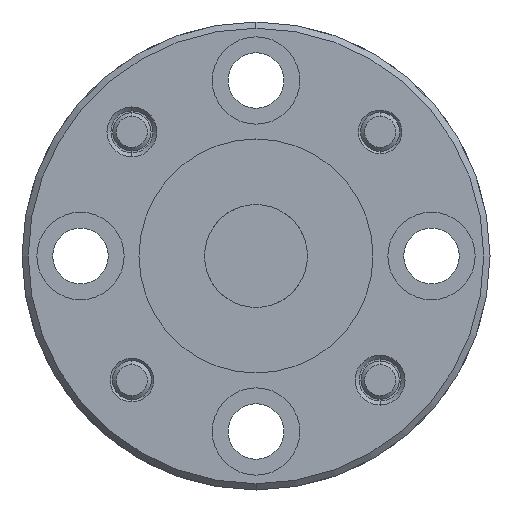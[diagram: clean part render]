
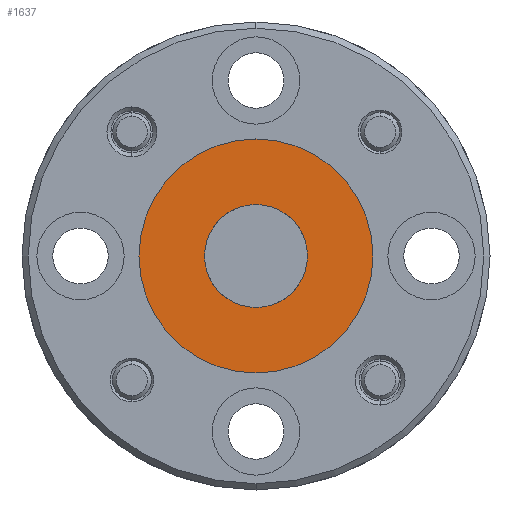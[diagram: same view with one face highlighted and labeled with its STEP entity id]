
A CAD part, left-side view. The second image highlights one B-rep face of the part: STEP entity #1637.
In plain terms, the highlighted planar face has unit normal (-1, 0, 0).
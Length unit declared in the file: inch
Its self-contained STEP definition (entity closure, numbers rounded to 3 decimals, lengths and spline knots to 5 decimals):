
#9 = CARTESIAN_POINT ( 'NONE',  ( -0.7, -0.08005, -0.02274 ) ) ;
#59 = CARTESIAN_POINT ( 'NONE',  ( -0.7, 0.04279, -0.07138 ) ) ;
#89 = DIRECTION ( 'NONE',  ( 0., 0., -1. ) ) ;
#155 = ORIENTED_EDGE ( 'NONE', *, *, #2478, .F. ) ;
#313 = CARTESIAN_POINT ( 'NONE',  ( -0.7, 0.06521, 0.05146 ) ) ;
#367 = PLANE ( 'NONE',  #4421 ) ;
#374 = CARTESIAN_POINT ( 'NONE',  ( -0.7, 0.05834, 0.05834 ) ) ;
#436 = CARTESIAN_POINT ( 'NONE',  ( -0.7, 0.05146, 0.06521 ) ) ;
#501 = CARTESIAN_POINT ( 'NONE',  ( -0.7, -0.0825, -0.01139 ) ) ;
#677 = CARTESIAN_POINT ( 'NONE',  ( -0.7, 0.05834, -0.05834 ) ) ;
#694 = B_SPLINE_CURVE_WITH_KNOTS ( 'NONE', 3,
 ( #4078, #2998, #3041, #6200, #5644, #3494, #5108, #4043, #436, #1548 ),
 .UNSPECIFIED., .F., .F.,
 ( 4, 2, 2, 2, 4 ),
 ( 0., 0.25, 0.5, 0.75, 1. ),
 .UNSPECIFIED. ) ;
#768 = B_SPLINE_CURVE_WITH_KNOTS ( 'NONE', 3,
 ( #5201, #5167, #5700, #9, #501, #6196, #1471, #5772, #1545, #1569 ),
 .UNSPECIFIED., .F., .F.,
 ( 4, 2, 2, 2, 4 ),
 ( 0., 0.25, 0.5, 0.75, 1. ),
 .UNSPECIFIED. ) ;
#875 = VERTEX_POINT ( 'NONE', #3599 ) ;
#1097 = CARTESIAN_POINT ( 'NONE',  ( -0.7, 0.02274, -0.08005 ) ) ;
#1151 = CARTESIAN_POINT ( 'NONE',  ( -0.7, -0.05834, -0.05834 ) ) ;
#1259 = ORIENTED_EDGE ( 'NONE', *, *, #5882, .F. ) ;
#1264 = ORIENTED_EDGE ( 'NONE', *, *, #2197, .F. ) ;
#1298 = AXIS2_PLACEMENT_3D ( 'NONE', #3575, #5657, #6021 ) ;
#1326 = VERTEX_POINT ( 'NONE', #374 ) ;
#1383 = FACE_OUTER_BOUND ( 'NONE', #6004, .T. ) ;
#1471 = CARTESIAN_POINT ( 'NONE',  ( -0.7, -0.08005, 0.02274 ) ) ;
#1507 = EDGE_LOOP ( 'NONE', ( #1259, #155, #1264, #5820 ) ) ;
#1545 = CARTESIAN_POINT ( 'NONE',  ( -0.7, -0.06521, 0.05146 ) ) ;
#1548 = CARTESIAN_POINT ( 'NONE',  ( -0.7, 0.05834, 0.05834 ) ) ;
#1560 = CARTESIAN_POINT ( 'NONE',  ( -0.7, 0.08005, 0.02274 ) ) ;
#1569 = CARTESIAN_POINT ( 'NONE',  ( -0.7, -0.05834, 0.05834 ) ) ;
#1596 = CARTESIAN_POINT ( 'NONE',  ( -0.7, 0.05146, -0.06521 ) ) ;
#1637 = ADVANCED_FACE ( 'NONE', ( #4493, #1383 ), #367, .T. ) ;
#1696 = DIRECTION ( 'NONE',  ( -1., 0., 0. ) ) ;
#1757 = VERTEX_POINT ( 'NONE', #677 ) ;
#2197 = EDGE_CURVE ( 'NONE', #4143, #1326, #694, .T. ) ;
#2292 = DIRECTION ( 'NONE',  ( 1., 0., 0. ) ) ;
#2376 = CIRCLE ( 'NONE', #1298, 0.1875 ) ;
#2478 = EDGE_CURVE ( 'NONE', #1326, #1757, #5654, .T. ) ;
#2512 = CARTESIAN_POINT ( 'NONE',  ( -0.7, 0.0825, 0.01139 ) ) ;
#2617 = CARTESIAN_POINT ( 'NONE',  ( -0.7, 0.07138, 0.04279 ) ) ;
#2659 = CARTESIAN_POINT ( 'NONE',  ( -0.7, 0., 0. ) ) ;
#2665 = CARTESIAN_POINT ( 'NONE',  ( -0.7, -0.04279, -0.07138 ) ) ;
#2980 = CARTESIAN_POINT ( 'NONE',  ( -0.7, 0.05834, 0.05834 ) ) ;
#2996 = ORIENTED_EDGE ( 'NONE', *, *, #4575, .F. ) ;
#2998 = CARTESIAN_POINT ( 'NONE',  ( -0.7, -0.05146, 0.06521 ) ) ;
#3041 = CARTESIAN_POINT ( 'NONE',  ( -0.7, -0.04279, 0.07138 ) ) ;
#3113 = DIRECTION ( 'NONE',  ( 0., 0., 1. ) ) ;
#3188 = CARTESIAN_POINT ( 'NONE',  ( -0.7, -0.02274, -0.08005 ) ) ;
#3486 = CARTESIAN_POINT ( 'NONE',  ( -0.7, -0.05834, -0.05834 ) ) ;
#3494 = CARTESIAN_POINT ( 'NONE',  ( -0.7, 0.01139, 0.0825 ) ) ;
#3575 = CARTESIAN_POINT ( 'NONE',  ( -0.7, 0., 0. ) ) ;
#3599 = CARTESIAN_POINT ( 'NONE',  ( -0.7, 0., -0.1875 ) ) ;
#3640 = CARTESIAN_POINT ( 'NONE',  ( -0.7, 0.1875, 0. ) ) ;
#3646 = CARTESIAN_POINT ( 'NONE',  ( -0.7, 0.08005, -0.02274 ) ) ;
#3682 = CARTESIAN_POINT ( 'NONE',  ( -0.7, 0.07138, -0.04279 ) ) ;
#4043 = CARTESIAN_POINT ( 'NONE',  ( -0.7, 0.04279, 0.07138 ) ) ;
#4061 = CARTESIAN_POINT ( 'NONE',  ( -0.7, 0.05834, -0.05834 ) ) ;
#4078 = CARTESIAN_POINT ( 'NONE',  ( -0.7, -0.05834, 0.05834 ) ) ;
#4143 = VERTEX_POINT ( 'NONE', #5287 ) ;
#4236 = CARTESIAN_POINT ( 'NONE',  ( -0.7, -0.01139, -0.0825 ) ) ;
#4421 = AXIS2_PLACEMENT_3D ( 'NONE', #3640, #1696, #3113 ) ;
#4493 = FACE_BOUND ( 'NONE', #1507, .T. ) ;
#4575 = EDGE_CURVE ( 'NONE', #5453, #875, #4745, .T. ) ;
#4737 = CARTESIAN_POINT ( 'NONE',  ( -0.7, 0.05834, -0.05834 ) ) ;
#4738 = EDGE_CURVE ( 'NONE', #6476, #4143, #768, .T. ) ;
#4742 = CARTESIAN_POINT ( 'NONE',  ( -0.7, 0.06521, -0.05146 ) ) ;
#4745 = CIRCLE ( 'NONE', #6460, 0.1875 ) ;
#4934 = B_SPLINE_CURVE_WITH_KNOTS ( 'NONE', 3,
 ( #4737, #1596, #59, #1097, #6243, #4236, #3188, #2665, #5311, #1151 ),
 .UNSPECIFIED., .F., .F.,
 ( 4, 2, 2, 2, 4 ),
 ( 0., 0.25, 0.5, 0.75, 1. ),
 .UNSPECIFIED. ) ;
#5108 = CARTESIAN_POINT ( 'NONE',  ( -0.7, 0.02274, 0.08005 ) ) ;
#5167 = CARTESIAN_POINT ( 'NONE',  ( -0.7, -0.06521, -0.05146 ) ) ;
#5201 = CARTESIAN_POINT ( 'NONE',  ( -0.7, -0.05834, -0.05834 ) ) ;
#5253 = CARTESIAN_POINT ( 'NONE',  ( -0.7, 0.0825, -0.01139 ) ) ;
#5287 = CARTESIAN_POINT ( 'NONE',  ( -0.7, -0.05834, 0.05834 ) ) ;
#5311 = CARTESIAN_POINT ( 'NONE',  ( -0.7, -0.05146, -0.06521 ) ) ;
#5453 = VERTEX_POINT ( 'NONE', #5960 ) ;
#5644 = CARTESIAN_POINT ( 'NONE',  ( -0.7, -0.01139, 0.0825 ) ) ;
#5654 = B_SPLINE_CURVE_WITH_KNOTS ( 'NONE', 3,
 ( #2980, #313, #2617, #1560, #2512, #5253, #3646, #3682, #4742, #4061 ),
 .UNSPECIFIED., .F., .F.,
 ( 4, 2, 2, 2, 4 ),
 ( 0., 0.25, 0.5, 0.75, 1. ),
 .UNSPECIFIED. ) ;
#5657 = DIRECTION ( 'NONE',  ( 1., 0., 0. ) ) ;
#5700 = CARTESIAN_POINT ( 'NONE',  ( -0.7, -0.07138, -0.04279 ) ) ;
#5772 = CARTESIAN_POINT ( 'NONE',  ( -0.7, -0.07138, 0.04279 ) ) ;
#5818 = EDGE_CURVE ( 'NONE', #875, #5453, #2376, .T. ) ;
#5820 = ORIENTED_EDGE ( 'NONE', *, *, #4738, .F. ) ;
#5882 = EDGE_CURVE ( 'NONE', #1757, #6476, #4934, .T. ) ;
#5960 = CARTESIAN_POINT ( 'NONE',  ( -0.7, 0., 0.1875 ) ) ;
#6004 = EDGE_LOOP ( 'NONE', ( #6396, #2996 ) ) ;
#6021 = DIRECTION ( 'NONE',  ( 0., 0., -1. ) ) ;
#6196 = CARTESIAN_POINT ( 'NONE',  ( -0.7, -0.0825, 0.01139 ) ) ;
#6200 = CARTESIAN_POINT ( 'NONE',  ( -0.7, -0.02274, 0.08005 ) ) ;
#6243 = CARTESIAN_POINT ( 'NONE',  ( -0.7, 0.01139, -0.0825 ) ) ;
#6396 = ORIENTED_EDGE ( 'NONE', *, *, #5818, .F. ) ;
#6460 = AXIS2_PLACEMENT_3D ( 'NONE', #2659, #2292, #89 ) ;
#6476 = VERTEX_POINT ( 'NONE', #3486 ) ;
